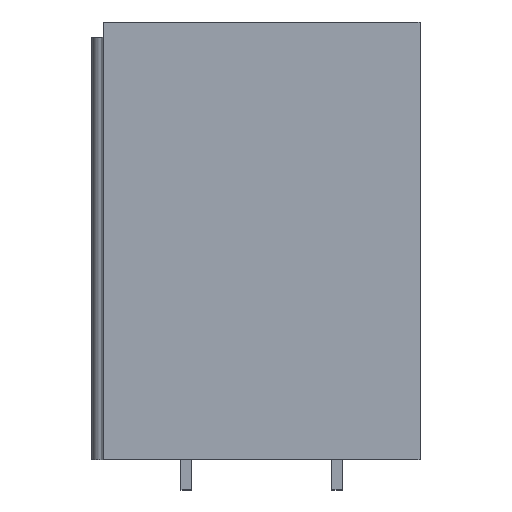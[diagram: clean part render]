
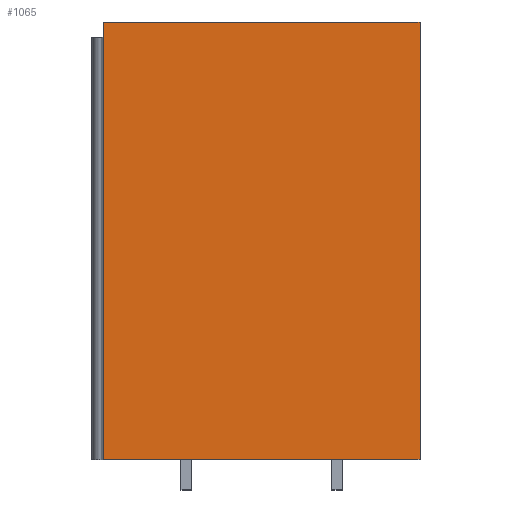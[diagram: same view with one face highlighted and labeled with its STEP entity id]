
A CAD part, top view. The second image highlights one B-rep face of the part: STEP entity #1065.
In plain terms, the highlighted planar face has unit normal (0, 0, 1).
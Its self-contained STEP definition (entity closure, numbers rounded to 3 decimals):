
#912 = CARTESIAN_POINT ( 'NONE',  ( 10.5, 0., 12. ) ) ;
#913 = VERTEX_POINT ( 'NONE', #912 ) ;
#953 = CARTESIAN_POINT ( 'NONE',  ( 10.5, 29., 12. ) ) ;
#954 = VERTEX_POINT ( 'NONE', #953 ) ;
#961 = CARTESIAN_POINT ( 'NONE',  ( 10.5, 28., 12. ) ) ;
#962 = DIRECTION ( 'NONE',  ( 0., -1., 0. ) ) ;
#963 = VECTOR ( 'NONE', #962, 1000. ) ;
#964 = LINE ( 'NONE', #961, #963 ) ;
#965 = EDGE_CURVE ( 'NONE', #954, #913, #964, .T. ) ;
#1006 = CARTESIAN_POINT ( 'NONE',  ( -10.5, 0., 12. ) ) ;
#1007 = VERTEX_POINT ( 'NONE', #1006 ) ;
#1014 = CARTESIAN_POINT ( 'NONE',  ( -10.5, 29., 12. ) ) ;
#1015 = VERTEX_POINT ( 'NONE', #1014 ) ;
#1016 = CARTESIAN_POINT ( 'NONE',  ( -10.5, 28., 12. ) ) ;
#1017 = DIRECTION ( 'NONE',  ( 0., -1., 0. ) ) ;
#1018 = VECTOR ( 'NONE', #1017, 1000. ) ;
#1019 = LINE ( 'NONE', #1016, #1018 ) ;
#1020 = EDGE_CURVE ( 'NONE', #1015, #1007, #1019, .T. ) ;
#1044 = CARTESIAN_POINT ( 'NONE',  ( -10.5, 0., 12. ) ) ;
#1045 = DIRECTION ( 'NONE',  ( 1., 0., 0. ) ) ;
#1046 = VECTOR ( 'NONE', #1045, 1000. ) ;
#1047 = LINE ( 'NONE', #1044, #1046 ) ;
#1048 = EDGE_CURVE ( 'NONE', #1007, #913, #1047, .T. ) ;
#1049 = ORIENTED_EDGE ( 'NONE', *, *, #1048, .T. ) ;
#1050 = ORIENTED_EDGE ( 'NONE', *, *, #965, .F. ) ;
#1051 = CARTESIAN_POINT ( 'NONE',  ( -10.5, 29., 12. ) ) ;
#1052 = DIRECTION ( 'NONE',  ( 1., 0., 0. ) ) ;
#1053 = VECTOR ( 'NONE', #1052, 1000. ) ;
#1054 = LINE ( 'NONE', #1051, #1053 ) ;
#1055 = EDGE_CURVE ( 'NONE', #1015, #954, #1054, .T. ) ;
#1056 = ORIENTED_EDGE ( 'NONE', *, *, #1055, .F. ) ;
#1057 = ORIENTED_EDGE ( 'NONE', *, *, #1020, .T. ) ;
#1058 = EDGE_LOOP ( 'NONE', ( #1049, #1050, #1056, #1057 ) ) ;
#1059 = FACE_OUTER_BOUND ( 'NONE', #1058, .T. ) ;
#1060 = CARTESIAN_POINT ( 'NONE',  ( -10.5, 28., 12. ) ) ;
#1061 = DIRECTION ( 'NONE',  ( 0., 0., -1. ) ) ;
#1062 = DIRECTION ( 'NONE',  ( -1., 0., 0. ) ) ;
#1063 = AXIS2_PLACEMENT_3D ( 'NONE', #1060, #1061, #1062 ) ;
#1064 = PLANE ( 'NONE', #1063 ) ;
#1065 = ADVANCED_FACE ( 'NONE', ( #1059 ), #1064, .F. ) ;
